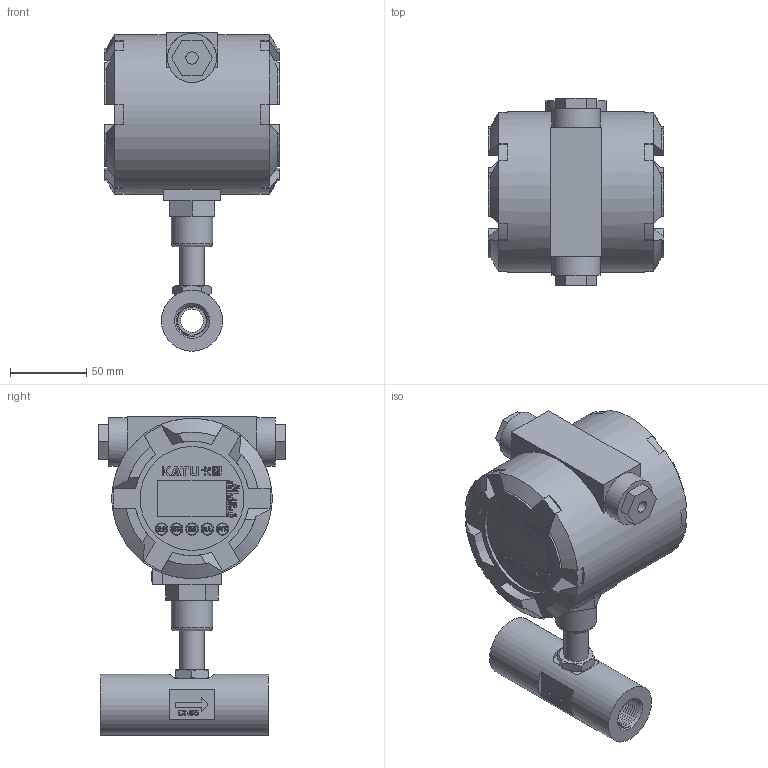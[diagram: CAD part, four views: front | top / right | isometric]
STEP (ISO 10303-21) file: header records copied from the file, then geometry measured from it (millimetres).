
FILE_DESCRIPTION(/* description */ (''),/* implementation_level */ '2;1');
FILE_NAME(/* name */ '_3D_FM110-015K-口径DN15-内螺纹-防爆表头.stp',/* time_stamp */ '2023-06-28T10:27:47+08:00',/* author */ (''),/* organization */ (''),/* preprocessor_version */ 'ST-DEVELOPER v16.7',/* originating_system */ 'SIEMENS PLM Software NX 12.0',/* authorisation */ '');
FILE_SCHEMA (('AUTOMOTIVE_DESIGN { 1 0 10303 214 3 1 1 1 }'));
Length unit declared in the file: millimetre
Products named in the file (1): _3D_FM120-010K-口径DN10-内螺纹_
step
Bounding box: 115 x 122.4 x 208.5 mm (x, y, z)
Volume: 1056591 mm3; surface area: 104382 mm2
Topology: 5 solids, 5 shells, 1477 faces, 4033 edges, 2676 vertices
Faces by surface type: plane 838, extrusion 504, cylinder 74, cone 35, bspline 20, torus 6
Full cylindrical faces by diameter (mm): 3.3 x1, 8 x2, 15 x2, 16 x1, 18.5 x1, 19 x2, 20 x2, 27 x1, 32 x2, 40 x1, 68 x1, 105 x1
Entity records: 51672 total; most frequent: CARTESIAN_POINT 16705, ORIENTED_EDGE 7950, DIRECTION 5411, EDGE_CURVE 3975, VECTOR 3093, VERTEX_POINT 2650, LINE 2589, B_SPLINE_CURVE_WITH_KNOTS 1681
